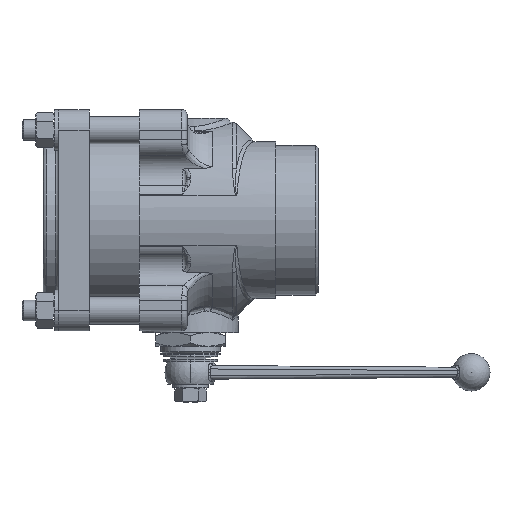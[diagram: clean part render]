
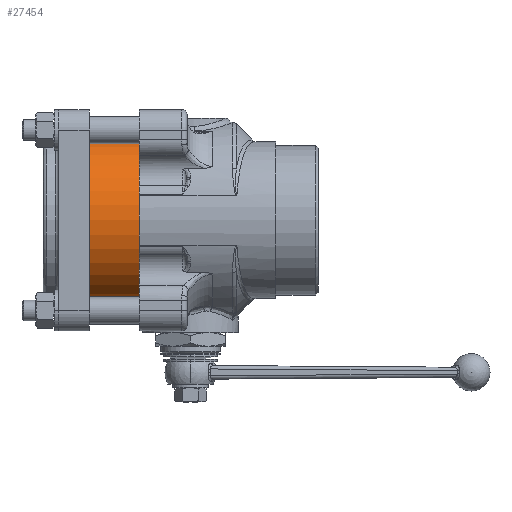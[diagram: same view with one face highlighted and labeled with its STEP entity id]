
A CAD part, front view. The second image highlights one B-rep face of the part: STEP entity #27454.
In plain terms, the highlighted cylindrical face has radius 50 mm (diameter 100 mm), a partial arc.
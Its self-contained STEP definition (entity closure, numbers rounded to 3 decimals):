
#9239 = CARTESIAN_POINT ( 'NONE',  ( -40., 0., -50. ) ) ;
#9240 = DIRECTION ( 'NONE',  ( 1., 0., 0. ) ) ;
#9241 = CARTESIAN_POINT ( 'NONE',  ( -0.5, 0., 0. ) ) ;
#9242 = DIRECTION ( 'NONE',  ( -1., 0., 0. ) ) ;
#9243 = DIRECTION ( 'NONE',  ( 0., 0., -1. ) ) ;
#9324 = CARTESIAN_POINT ( 'NONE',  ( -40., 0., 50. ) ) ;
#9325 = DIRECTION ( 'NONE',  ( 1., 0., 0. ) ) ;
#9503 = CARTESIAN_POINT ( 'NONE',  ( -39.5, 0., 0. ) ) ;
#9511 = DIRECTION ( 'NONE',  ( 1., 0., 0. ) ) ;
#9512 = DIRECTION ( 'NONE',  ( 0., 0., -1. ) ) ;
#10780 = EDGE_CURVE ( 'NONE', #54402, #54408, #47948, .T. ) ;
#10781 = EDGE_CURVE ( 'NONE', #54408, #54406, #47953, .T. ) ;
#10798 = EDGE_CURVE ( 'NONE', #54404, #54406, #47975, .T. ) ;
#10860 = EDGE_CURVE ( 'NONE', #54404, #54402, #48054, .T. ) ;
#11449 = AXIS2_PLACEMENT_3D ( 'NONE', #9241, #9242, #9243 ) ;
#11498 = AXIS2_PLACEMENT_3D ( 'NONE', #9503, #9511, #9512 ) ;
#20490 = ORIENTED_EDGE ( 'NONE', *, *, #10798, .F. ) ;
#20491 = ORIENTED_EDGE ( 'NONE', *, *, #10860, .T. ) ;
#20492 = ORIENTED_EDGE ( 'NONE', *, *, #10780, .T. ) ;
#20493 = ORIENTED_EDGE ( 'NONE', *, *, #10781, .T. ) ;
#21958 = AXIS2_PLACEMENT_3D ( 'NONE', #37236, #37221, #37219 ) ;
#27454 = ADVANCED_FACE ( 'NONE', ( #28868 ), #28869, .T. ) ;
#28868 = FACE_OUTER_BOUND ( 'NONE', #50515, .T. ) ;
#28869 = CYLINDRICAL_SURFACE ( 'NONE', #21958, 50. ) ;
#37219 = DIRECTION ( 'NONE',  ( 0., 0., -1. ) ) ;
#37221 = DIRECTION ( 'NONE',  ( 1., 0., 0. ) ) ;
#37236 = CARTESIAN_POINT ( 'NONE',  ( -40., 0., 0. ) ) ;
#47948 = LINE ( 'NONE', #9239, #47949 ) ;
#47949 = VECTOR ( 'NONE', #9240, 1000. ) ;
#47953 = CIRCLE ( 'NONE', #11449, 50. ) ;
#47975 = LINE ( 'NONE', #9324, #47976 ) ;
#47976 = VECTOR ( 'NONE', #9325, 1000. ) ;
#48054 = CIRCLE ( 'NONE', #11498, 50. ) ;
#50290 = CARTESIAN_POINT ( 'NONE',  ( -39.5, 0., -50. ) ) ;
#50291 = CARTESIAN_POINT ( 'NONE',  ( -39.5, 0., 50. ) ) ;
#50292 = CARTESIAN_POINT ( 'NONE',  ( -0.5, 0., 50. ) ) ;
#50293 = CARTESIAN_POINT ( 'NONE',  ( -0.5, 0., -50. ) ) ;
#50515 = EDGE_LOOP ( 'NONE', ( #20490, #20491, #20492, #20493 ) ) ;
#54402 = VERTEX_POINT ( 'NONE', #50290 ) ;
#54404 = VERTEX_POINT ( 'NONE', #50291 ) ;
#54406 = VERTEX_POINT ( 'NONE', #50292 ) ;
#54408 = VERTEX_POINT ( 'NONE', #50293 ) ;
